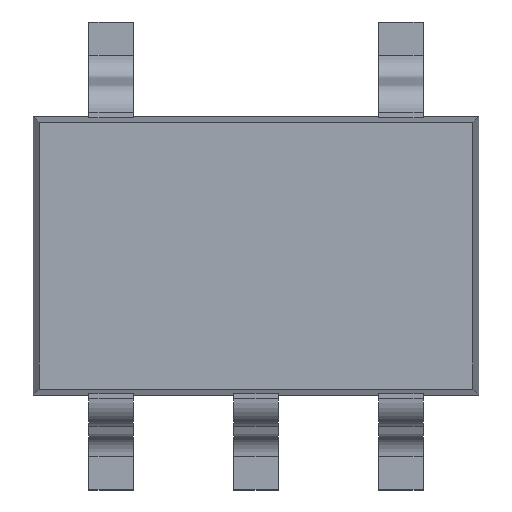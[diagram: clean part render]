
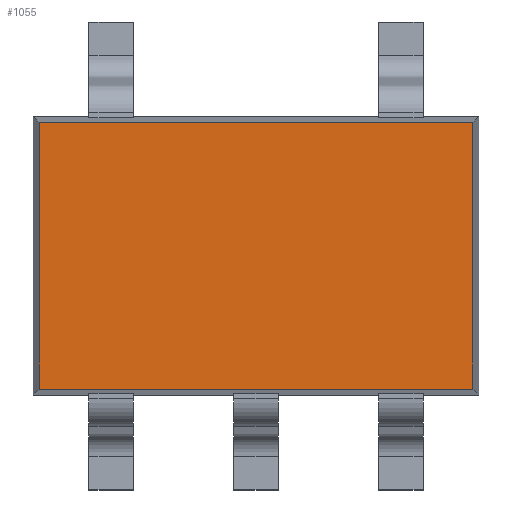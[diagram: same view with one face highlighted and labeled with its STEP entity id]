
A CAD part, top view. The second image highlights one B-rep face of the part: STEP entity #1055.
In plain terms, the highlighted planar face has unit normal (0, 0, 1).
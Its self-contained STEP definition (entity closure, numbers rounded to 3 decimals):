
#39 = VERTEX_POINT ( 'NONE', #319 ) ;
#58 = LINE ( 'NONE', #665, #2192 ) ;
#194 = FACE_OUTER_BOUND ( 'NONE', #1031, .T. ) ;
#317 = DIRECTION ( 'NONE',  ( -1., 0., 0. ) ) ;
#319 = CARTESIAN_POINT ( 'NONE',  ( -0.974, -0.599, 0.95 ) ) ;
#510 = CARTESIAN_POINT ( 'NONE',  ( -1., 0.599, 0.95 ) ) ;
#665 = CARTESIAN_POINT ( 'NONE',  ( 0.974, 0.625, 0.95 ) ) ;
#735 = DIRECTION ( 'NONE',  ( 0., -1., 0. ) ) ;
#903 = LINE ( 'NONE', #510, #1376 ) ;
#926 = CARTESIAN_POINT ( 'NONE',  ( 0.974, 0.599, 0.95 ) ) ;
#945 = EDGE_CURVE ( 'NONE', #1686, #1822, #58, .T. ) ;
#948 = DIRECTION ( 'NONE',  ( 0., 1., 0. ) ) ;
#956 = ORIENTED_EDGE ( 'NONE', *, *, #1516, .T. ) ;
#982 = CARTESIAN_POINT ( 'NONE',  ( -0.974, -0.625, 0.95 ) ) ;
#1031 = EDGE_LOOP ( 'NONE', ( #1755, #1244, #2284, #956 ) ) ;
#1055 = ADVANCED_FACE ( 'NONE', ( #194 ), #1824, .T. ) ;
#1077 = EDGE_CURVE ( 'NONE', #2141, #39, #2003, .T. ) ;
#1146 = DIRECTION ( 'NONE',  ( 1., 0., 0. ) ) ;
#1244 = ORIENTED_EDGE ( 'NONE', *, *, #1963, .T. ) ;
#1310 = VECTOR ( 'NONE', #1146, 1000. ) ;
#1376 = VECTOR ( 'NONE', #317, 1000. ) ;
#1516 = EDGE_CURVE ( 'NONE', #1822, #2141, #903, .T. ) ;
#1598 = DIRECTION ( 'NONE',  ( 1., 0., 0. ) ) ;
#1686 = VERTEX_POINT ( 'NONE', #1844 ) ;
#1755 = ORIENTED_EDGE ( 'NONE', *, *, #1077, .T. ) ;
#1760 = AXIS2_PLACEMENT_3D ( 'NONE', #2094, #1974, #1598 ) ;
#1781 = LINE ( 'NONE', #1867, #1310 ) ;
#1822 = VERTEX_POINT ( 'NONE', #926 ) ;
#1824 = PLANE ( 'NONE',  #1760 ) ;
#1844 = CARTESIAN_POINT ( 'NONE',  ( 0.974, -0.599, 0.95 ) ) ;
#1867 = CARTESIAN_POINT ( 'NONE',  ( 1., -0.599, 0.95 ) ) ;
#1920 = CARTESIAN_POINT ( 'NONE',  ( -0.974, 0.599, 0.95 ) ) ;
#1949 = VECTOR ( 'NONE', #735, 1000. ) ;
#1963 = EDGE_CURVE ( 'NONE', #39, #1686, #1781, .T. ) ;
#1974 = DIRECTION ( 'NONE',  ( 0., 0., 1. ) ) ;
#2003 = LINE ( 'NONE', #982, #1949 ) ;
#2094 = CARTESIAN_POINT ( 'NONE',  ( 0., 0., 0.95 ) ) ;
#2141 = VERTEX_POINT ( 'NONE', #1920 ) ;
#2192 = VECTOR ( 'NONE', #948, 1000. ) ;
#2284 = ORIENTED_EDGE ( 'NONE', *, *, #945, .T. ) ;
